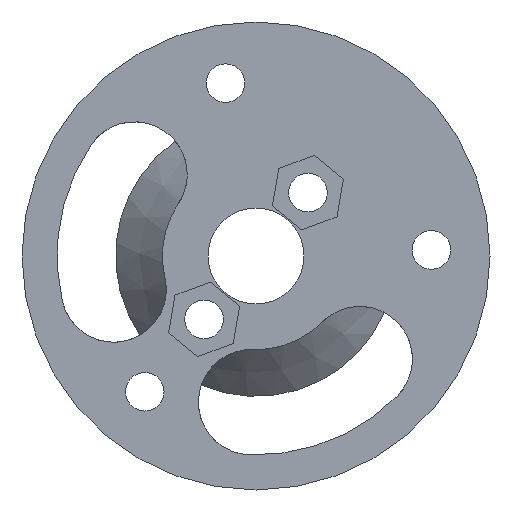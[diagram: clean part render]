
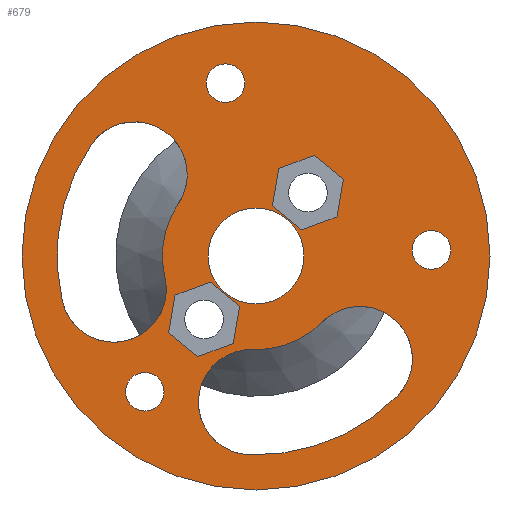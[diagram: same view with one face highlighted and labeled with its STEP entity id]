
A CAD part, front view. The second image highlights one B-rep face of the part: STEP entity #679.
In plain terms, the highlighted planar face has unit normal (0, -1, 0).
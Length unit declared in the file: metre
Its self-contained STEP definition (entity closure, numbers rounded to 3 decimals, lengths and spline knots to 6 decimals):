
#15=PLANE('',#767);
#46=LINE('',#1130,#90);
#47=LINE('',#1133,#91);
#48=LINE('',#1135,#92);
#49=LINE('',#1137,#93);
#50=LINE('',#1139,#94);
#51=LINE('',#1141,#95);
#52=LINE('',#1142,#96);
#53=LINE('',#1145,#97);
#54=LINE('',#1147,#98);
#55=LINE('',#1149,#99);
#56=LINE('',#1151,#100);
#57=LINE('',#1153,#101);
#90=VECTOR('',#910,1.);
#91=VECTOR('',#911,1.);
#92=VECTOR('',#912,1.);
#93=VECTOR('',#913,1.);
#94=VECTOR('',#914,1.);
#95=VECTOR('',#915,1.);
#96=VECTOR('',#916,1.);
#97=VECTOR('',#917,1.);
#98=VECTOR('',#918,1.);
#99=VECTOR('',#919,1.);
#100=VECTOR('',#920,1.);
#101=VECTOR('',#921,1.);
#189=ORIENTED_EDGE('',*,*,#348,.F.);
#190=ORIENTED_EDGE('',*,*,#349,.F.);
#191=ORIENTED_EDGE('',*,*,#350,.F.);
#192=ORIENTED_EDGE('',*,*,#351,.F.);
#193=ORIENTED_EDGE('',*,*,#352,.F.);
#194=ORIENTED_EDGE('',*,*,#353,.F.);
#195=ORIENTED_EDGE('',*,*,#354,.F.);
#196=ORIENTED_EDGE('',*,*,#355,.F.);
#197=ORIENTED_EDGE('',*,*,#356,.F.);
#198=ORIENTED_EDGE('',*,*,#357,.F.);
#199=ORIENTED_EDGE('',*,*,#358,.F.);
#200=ORIENTED_EDGE('',*,*,#359,.F.);
#201=ORIENTED_EDGE('',*,*,#331,.T.);
#202=ORIENTED_EDGE('',*,*,#360,.T.);
#203=ORIENTED_EDGE('',*,*,#323,.T.);
#204=ORIENTED_EDGE('',*,*,#342,.T.);
#205=ORIENTED_EDGE('',*,*,#310,.T.);
#206=ORIENTED_EDGE('',*,*,#308,.T.);
#207=ORIENTED_EDGE('',*,*,#306,.T.);
#208=ORIENTED_EDGE('',*,*,#316,.T.);
#209=ORIENTED_EDGE('',*,*,#361,.T.);
#210=ORIENTED_EDGE('',*,*,#339,.T.);
#211=ORIENTED_EDGE('',*,*,#320,.T.);
#212=ORIENTED_EDGE('',*,*,#338,.T.);
#213=ORIENTED_EDGE('',*,*,#335,.T.);
#306=EDGE_CURVE('',#394,#394,#460,.T.);
#308=EDGE_CURVE('',#396,#396,#462,.T.);
#310=EDGE_CURVE('',#398,#398,#464,.T.);
#316=EDGE_CURVE('',#404,#405,#468,.T.);
#320=EDGE_CURVE('',#407,#404,#470,.T.);
#323=EDGE_CURVE('',#409,#410,#472,.T.);
#331=EDGE_CURVE('',#416,#417,#476,.T.);
#335=EDGE_CURVE('',#419,#419,#478,.F.);
#338=EDGE_CURVE('',#422,#422,#481,.T.);
#339=EDGE_CURVE('',#423,#407,#482,.T.);
#342=EDGE_CURVE('',#410,#416,#484,.T.);
#348=EDGE_CURVE('',#428,#429,#46,.T.);
#349=EDGE_CURVE('',#430,#428,#47,.T.);
#350=EDGE_CURVE('',#431,#430,#48,.T.);
#351=EDGE_CURVE('',#432,#431,#49,.T.);
#352=EDGE_CURVE('',#433,#432,#50,.T.);
#353=EDGE_CURVE('',#429,#433,#51,.T.);
#354=EDGE_CURVE('',#434,#435,#52,.T.);
#355=EDGE_CURVE('',#436,#434,#53,.T.);
#356=EDGE_CURVE('',#437,#436,#54,.T.);
#357=EDGE_CURVE('',#438,#437,#55,.T.);
#358=EDGE_CURVE('',#439,#438,#56,.T.);
#359=EDGE_CURVE('',#435,#439,#57,.T.);
#360=EDGE_CURVE('',#417,#409,#490,.F.);
#361=EDGE_CURVE('',#405,#423,#491,.F.);
#394=VERTEX_POINT('',#1019);
#396=VERTEX_POINT('',#1024);
#398=VERTEX_POINT('',#1029);
#404=VERTEX_POINT('',#1043);
#405=VERTEX_POINT('',#1044);
#407=VERTEX_POINT('',#1056);
#409=VERTEX_POINT('',#1062);
#410=VERTEX_POINT('',#1063);
#416=VERTEX_POINT('',#1085);
#417=VERTEX_POINT('',#1086);
#419=VERTEX_POINT('',#1098);
#422=VERTEX_POINT('',#1105);
#423=VERTEX_POINT('',#1108);
#428=VERTEX_POINT('',#1131);
#429=VERTEX_POINT('',#1132);
#430=VERTEX_POINT('',#1134);
#431=VERTEX_POINT('',#1136);
#432=VERTEX_POINT('',#1138);
#433=VERTEX_POINT('',#1140);
#434=VERTEX_POINT('',#1143);
#435=VERTEX_POINT('',#1144);
#436=VERTEX_POINT('',#1146);
#437=VERTEX_POINT('',#1148);
#438=VERTEX_POINT('',#1150);
#439=VERTEX_POINT('',#1152);
#460=CIRCLE('',#724,0.00165);
#462=CIRCLE('',#727,0.00165);
#464=CIRCLE('',#730,0.00165);
#468=CIRCLE('',#736,0.0045);
#470=CIRCLE('',#739,0.017);
#472=CIRCLE('',#742,0.0045);
#476=CIRCLE('',#748,0.0045);
#478=CIRCLE('',#751,0.0041);
#481=CIRCLE('',#755,0.02);
#482=CIRCLE('',#757,0.0045);
#484=CIRCLE('',#760,0.017);
#490=CIRCLE('',#768,0.008);
#491=CIRCLE('',#769,0.008);
#525=EDGE_LOOP('',(#189,#190,#191,#192,#193,#194));
#526=EDGE_LOOP('',(#195,#196,#197,#198,#199,#200));
#527=EDGE_LOOP('',(#201,#202,#203,#204));
#528=EDGE_LOOP('',(#205));
#529=EDGE_LOOP('',(#206));
#530=EDGE_LOOP('',(#207));
#531=EDGE_LOOP('',(#208,#209,#210,#211));
#532=EDGE_LOOP('',(#212));
#533=EDGE_LOOP('',(#213));
#599=FACE_BOUND('',#525,.T.);
#600=FACE_BOUND('',#526,.T.);
#601=FACE_BOUND('',#527,.T.);
#602=FACE_BOUND('',#528,.T.);
#603=FACE_BOUND('',#529,.T.);
#604=FACE_BOUND('',#530,.T.);
#605=FACE_BOUND('',#531,.T.);
#606=FACE_BOUND('',#532,.T.);
#607=FACE_BOUND('',#533,.T.);
#679=ADVANCED_FACE('',(#599,#600,#601,#602,#603,#604,#605,#606,#607),#15,
 .F.);
#724=AXIS2_PLACEMENT_3D('',#1018,#814,#815);
#727=AXIS2_PLACEMENT_3D('',#1023,#820,#821);
#730=AXIS2_PLACEMENT_3D('',#1028,#826,#827);
#736=AXIS2_PLACEMENT_3D('',#1042,#840,#841);
#739=AXIS2_PLACEMENT_3D('',#1055,#847,#848);
#742=AXIS2_PLACEMENT_3D('',#1061,#854,#855);
#748=AXIS2_PLACEMENT_3D('',#1084,#869,#870);
#751=AXIS2_PLACEMENT_3D('',#1097,#876,#877);
#755=AXIS2_PLACEMENT_3D('',#1104,#884,#885);
#757=AXIS2_PLACEMENT_3D('',#1107,#888,#889);
#760=AXIS2_PLACEMENT_3D('',#1118,#894,#895);
#767=AXIS2_PLACEMENT_3D('',#1129,#908,#909);
#768=AXIS2_PLACEMENT_3D('',#1154,#922,#923);
#769=AXIS2_PLACEMENT_3D('',#1155,#924,#925);
#814=DIRECTION('',(0.,1.,0.));
#815=DIRECTION('',(0.,0.,1.));
#820=DIRECTION('',(0.,1.,0.));
#821=DIRECTION('',(0.,0.,1.));
#826=DIRECTION('',(0.,1.,0.));
#827=DIRECTION('',(0.,0.,1.));
#840=DIRECTION('',(0.,1.,0.));
#841=DIRECTION('',(0.,0.,1.));
#847=DIRECTION('',(0.,1.,0.));
#848=DIRECTION('',(0.,0.,1.));
#854=DIRECTION('',(0.,1.,0.));
#855=DIRECTION('',(0.,0.,1.));
#869=DIRECTION('',(0.,1.,0.));
#870=DIRECTION('',(0.,0.,1.));
#876=DIRECTION('',(0.,-1.,0.));
#877=DIRECTION('',(0.,0.,-1.));
#884=DIRECTION('',(0.,-1.,0.));
#885=DIRECTION('',(0.,0.,-1.));
#888=DIRECTION('',(0.,1.,0.));
#889=DIRECTION('',(0.,0.,1.));
#894=DIRECTION('',(0.,1.,0.));
#895=DIRECTION('',(0.,0.,1.));
#908=DIRECTION('',(0.,1.,0.));
#909=DIRECTION('',(-1.,0.,0.));
#910=DIRECTION('',(0.771,0.,-0.637));
#911=DIRECTION('',(-0.166,0.,-0.986));
#912=DIRECTION('',(-0.937,0.,-0.349));
#913=DIRECTION('',(-0.771,0.,0.637));
#914=DIRECTION('',(0.166,0.,0.986));
#915=DIRECTION('',(0.937,0.,0.349));
#916=DIRECTION('',(-0.771,0.,0.637));
#917=DIRECTION('',(0.166,0.,0.986));
#918=DIRECTION('',(0.937,0.,0.349));
#919=DIRECTION('',(0.771,0.,-0.637));
#920=DIRECTION('',(-0.166,0.,-0.986));
#921=DIRECTION('',(-0.937,0.,-0.349));
#922=DIRECTION('',(0.,1.,0.));
#923=DIRECTION('',(0.,0.,1.));
#924=DIRECTION('',(0.,1.,0.));
#925=DIRECTION('',(0.,0.,1.));
#1018=CARTESIAN_POINT('',(0.239991,-0.031,0.120514));
#1019=CARTESIAN_POINT('',(0.239991,-0.031,0.122164));
#1023=CARTESIAN_POINT('',(0.222391,-0.031,0.134771));
#1024=CARTESIAN_POINT('',(0.222391,-0.031,0.136421));
#1028=CARTESIAN_POINT('',(0.215493,-0.031,0.108398));
#1029=CARTESIAN_POINT('',(0.215493,-0.031,0.110048));
#1042=CARTESIAN_POINT('',(0.224576,-0.031,0.107507));
#1043=CARTESIAN_POINT('',(0.224423,-0.031,0.10301));
#1044=CARTESIAN_POINT('',(0.224728,-0.031,0.112005));
#1055=CARTESIAN_POINT('',(0.225,-0.031,0.12));
#1056=CARTESIAN_POINT('',(0.237065,-0.031,0.108024));
#1061=CARTESIAN_POINT('',(0.212834,-0.031,0.117128));
#1062=CARTESIAN_POINT('',(0.217214,-0.031,0.118162));
#1063=CARTESIAN_POINT('',(0.208455,-0.031,0.116095));
#1084=CARTESIAN_POINT('',(0.214622,-0.031,0.126967));
#1085=CARTESIAN_POINT('',(0.210886,-0.031,0.129476));
#1086=CARTESIAN_POINT('',(0.218358,-0.031,0.124459));
#1097=CARTESIAN_POINT('',(0.225,-0.031,0.12));
#1098=CARTESIAN_POINT('',(0.225,-0.031,0.1159));
#1104=CARTESIAN_POINT('',(0.225,-0.031,0.12));
#1105=CARTESIAN_POINT('',(0.225,-0.031,0.1));
#1107=CARTESIAN_POINT('',(0.233871,-0.031,0.111194));
#1108=CARTESIAN_POINT('',(0.230678,-0.031,0.114364));
#1118=CARTESIAN_POINT('',(0.225,-0.031,0.12));
#1129=CARTESIAN_POINT('',(0.156308,-0.031,0.097308));
#1130=CARTESIAN_POINT('',(0.227653,-0.031,0.123256));
#1131=CARTESIAN_POINT('',(0.226407,-0.031,0.124286));
#1132=CARTESIAN_POINT('',(0.228899,-0.031,0.122226));
#1133=CARTESIAN_POINT('',(0.226676,-0.031,0.12588));
#1134=CARTESIAN_POINT('',(0.226944,-0.031,0.127474));
#1135=CARTESIAN_POINT('',(0.228459,-0.031,0.128038));
#1136=CARTESIAN_POINT('',(0.229974,-0.031,0.128603));
#1137=CARTESIAN_POINT('',(0.23122,-0.031,0.127573));
#1138=CARTESIAN_POINT('',(0.232467,-0.031,0.126543));
#1139=CARTESIAN_POINT('',(0.232198,-0.031,0.124949));
#1140=CARTESIAN_POINT('',(0.231929,-0.031,0.123355));
#1141=CARTESIAN_POINT('',(0.230414,-0.031,0.12279));
#1142=CARTESIAN_POINT('',(0.222347,-0.031,0.116744));
#1143=CARTESIAN_POINT('',(0.223593,-0.031,0.115714));
#1144=CARTESIAN_POINT('',(0.221101,-0.031,0.117774));
#1145=CARTESIAN_POINT('',(0.223324,-0.031,0.11412));
#1146=CARTESIAN_POINT('',(0.223056,-0.031,0.112526));
#1147=CARTESIAN_POINT('',(0.221541,-0.031,0.111962));
#1148=CARTESIAN_POINT('',(0.220026,-0.031,0.111397));
#1149=CARTESIAN_POINT('',(0.21878,-0.031,0.112427));
#1150=CARTESIAN_POINT('',(0.217533,-0.031,0.113457));
#1151=CARTESIAN_POINT('',(0.217802,-0.031,0.115051));
#1152=CARTESIAN_POINT('',(0.218071,-0.031,0.116645));
#1153=CARTESIAN_POINT('',(0.219586,-0.031,0.11721));
#1154=CARTESIAN_POINT('',(0.225,-0.031,0.12));
#1155=CARTESIAN_POINT('',(0.225,-0.031,0.12));
